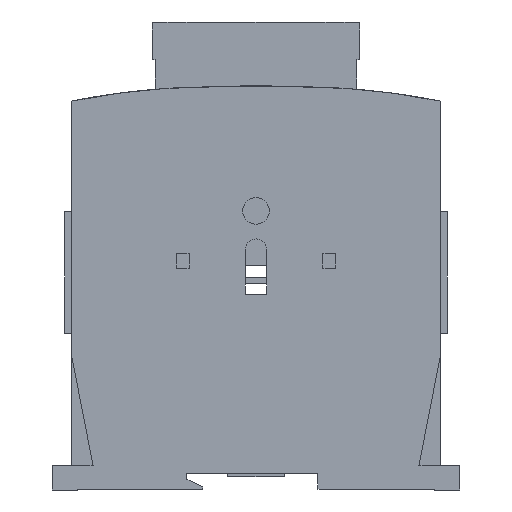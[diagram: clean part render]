
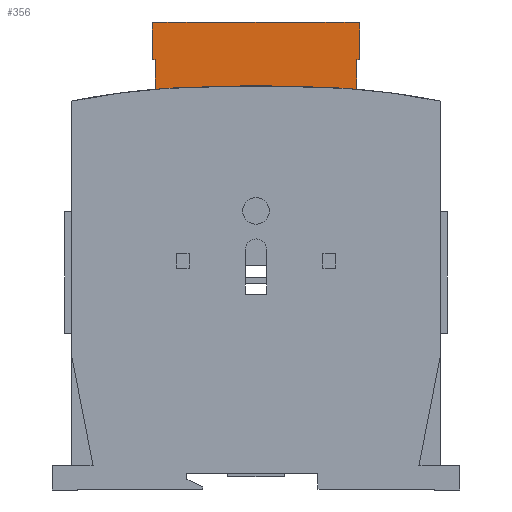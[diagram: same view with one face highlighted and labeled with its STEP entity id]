
A CAD part, left-side view. The second image highlights one B-rep face of the part: STEP entity #356.
In plain terms, the highlighted planar face has unit normal (-1, 0, 0).
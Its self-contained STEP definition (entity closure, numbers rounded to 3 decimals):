
#356 = ADVANCED_FACE( '', ( #1138 ), #1139, .F. );
#1138 = FACE_OUTER_BOUND( '', #2129, .T. );
#1139 = PLANE( '', #2130 );
#2129 = EDGE_LOOP( '', ( #4881, #4882, #4883, #4884, #4885, #4886, #4887, #4888, #4889, #4890, #4891, #4892 ) );
#2130 = AXIS2_PLACEMENT_3D( '', #4893, #4894, #4895 );
#4881 = ORIENTED_EDGE( '', *, *, #7066, .F. );
#4882 = ORIENTED_EDGE( '', *, *, #7064, .F. );
#4883 = ORIENTED_EDGE( '', *, *, #7059, .F. );
#4884 = ORIENTED_EDGE( '', *, *, #6694, .F. );
#4885 = ORIENTED_EDGE( '', *, *, #7249, .F. );
#4886 = ORIENTED_EDGE( '', *, *, #7250, .F. );
#4887 = ORIENTED_EDGE( '', *, *, #7251, .F. );
#4888 = ORIENTED_EDGE( '', *, *, #7252, .F. );
#4889 = ORIENTED_EDGE( '', *, *, #7253, .F. );
#4890 = ORIENTED_EDGE( '', *, *, #7254, .F. );
#4891 = ORIENTED_EDGE( '', *, *, #7255, .F. );
#4892 = ORIENTED_EDGE( '', *, *, #6712, .F. );
#4893 = CARTESIAN_POINT( '', ( 45.6, 0., 0. ) );
#4894 = DIRECTION( '', ( 1., 0., 0. ) );
#4895 = DIRECTION( '', ( 0., 0., -1. ) );
#6694 = EDGE_CURVE( '', #8166, #8168, #8169, .T. );
#6712 = EDGE_CURVE( '', #8198, #8200, #8201, .T. );
#7059 = EDGE_CURVE( '', #8168, #8755, #8756, .T. );
#7064 = EDGE_CURVE( '', #8755, #8762, #8763, .T. );
#7066 = EDGE_CURVE( '', #8762, #8198, #8765, .T. );
#7249 = EDGE_CURVE( '', #9078, #8166, #9079, .T. );
#7250 = EDGE_CURVE( '', #9080, #9078, #9081, .T. );
#7251 = EDGE_CURVE( '', #9082, #9080, #9083, .T. );
#7252 = EDGE_CURVE( '', #9084, #9082, #9085, .T. );
#7253 = EDGE_CURVE( '', #9086, #9084, #9087, .T. );
#7254 = EDGE_CURVE( '', #9088, #9086, #9089, .T. );
#7255 = EDGE_CURVE( '', #8200, #9088, #9090, .T. );
#8166 = VERTEX_POINT( '', #10749 );
#8168 = VERTEX_POINT( '', #10752 );
#8169 = LINE( '', #10753, #10754 );
#8198 = VERTEX_POINT( '', #10799 );
#8200 = VERTEX_POINT( '', #10802 );
#8201 = LINE( '', #10803, #10804 );
#8755 = VERTEX_POINT( '', #11916 );
#8756 = CIRCLE( '', #11917, 200. );
#8762 = VERTEX_POINT( '', #11927 );
#8763 = LINE( '', #11928, #11929 );
#8765 = CIRCLE( '', #11932, 200. );
#9078 = VERTEX_POINT( '', #12425 );
#9079 = LINE( '', #12426, #12427 );
#9080 = VERTEX_POINT( '', #12428 );
#9081 = LINE( '', #12429, #12430 );
#9082 = VERTEX_POINT( '', #12431 );
#9083 = CIRCLE( '', #12432, 410. );
#9084 = VERTEX_POINT( '', #12433 );
#9085 = LINE( '', #12434, #12435 );
#9086 = VERTEX_POINT( '', #12436 );
#9087 = CIRCLE( '', #12437, 410. );
#9088 = VERTEX_POINT( '', #12438 );
#9089 = LINE( '', #12439, #12440 );
#9090 = LINE( '', #12441, #12442 );
#10749 = CARTESIAN_POINT( '', ( 45.6, -28.5, 116.8 ) );
#10752 = CARTESIAN_POINT( '', ( 45.6, -28.5, 108.418 ) );
#10753 = CARTESIAN_POINT( '', ( 45.6, -28.5, 116.8 ) );
#10754 = VECTOR( '', #13978, 1. );
#10799 = CARTESIAN_POINT( '', ( 45.6, 28.5, 108.418 ) );
#10802 = CARTESIAN_POINT( '', ( 45.6, 28.5, 116.8 ) );
#10803 = CARTESIAN_POINT( '', ( 45.6, 28.5, 99.1 ) );
#10804 = VECTOR( '', #13996, 1. );
#11916 = CARTESIAN_POINT( '', ( 45.6, -12., 109.1 ) );
#11917 = AXIS2_PLACEMENT_3D( '', #14424, #14425, #14426 );
#11927 = CARTESIAN_POINT( '', ( 45.6, 12., 109.1 ) );
#11928 = CARTESIAN_POINT( '', ( 45.6, -6., 109.1 ) );
#11929 = VECTOR( '', #14431, 1. );
#11932 = AXIS2_PLACEMENT_3D( '', #14433, #14434, #14435 );
#12425 = CARTESIAN_POINT( '', ( 45.6, -29.3, 116.8 ) );
#12426 = CARTESIAN_POINT( '', ( 45.6, -29.3, 116.8 ) );
#12427 = VECTOR( '', #14622, 1. );
#12428 = CARTESIAN_POINT( '', ( 45.6, -29.3, 127.151 ) );
#12429 = CARTESIAN_POINT( '', ( 45.6, -29.3, 127.151 ) );
#12430 = VECTOR( '', #14623, 1. );
#12431 = CARTESIAN_POINT( '', ( 45.6, -15., 127.4 ) );
#12432 = AXIS2_PLACEMENT_3D( '', #14624, #14625, #14626 );
#12433 = CARTESIAN_POINT( '', ( 45.6, 15., 127.4 ) );
#12434 = CARTESIAN_POINT( '', ( 45.6, 15., 127.4 ) );
#12435 = VECTOR( '', #14627, 1. );
#12436 = CARTESIAN_POINT( '', ( 45.6, 29.3, 127.151 ) );
#12437 = AXIS2_PLACEMENT_3D( '', #14628, #14629, #14630 );
#12438 = CARTESIAN_POINT( '', ( 45.6, 29.3, 116.8 ) );
#12439 = CARTESIAN_POINT( '', ( 45.6, 29.3, 116.8 ) );
#12440 = VECTOR( '', #14631, 1. );
#12441 = CARTESIAN_POINT( '', ( 45.6, 28.5, 116.8 ) );
#12442 = VECTOR( '', #14632, 1. );
#13978 = DIRECTION( '', ( 0., 0., -1. ) );
#13996 = DIRECTION( '', ( 0., 0., 1. ) );
#14424 = CARTESIAN_POINT( '', ( 45.6, -12., -90.9 ) );
#14425 = DIRECTION( '', ( -1., 0., 0. ) );
#14426 = DIRECTION( '', ( 0., 0., 1. ) );
#14431 = DIRECTION( '', ( 0., 1., 0. ) );
#14433 = CARTESIAN_POINT( '', ( 45.6, 12., -90.9 ) );
#14434 = DIRECTION( '', ( -1., 0., 0. ) );
#14435 = DIRECTION( '', ( 0., 0.2, 0.98 ) );
#14622 = DIRECTION( '', ( 0., 1., 0. ) );
#14623 = DIRECTION( '', ( 0., 0., -1. ) );
#14624 = CARTESIAN_POINT( '', ( 45.6, -15., -282.6 ) );
#14625 = DIRECTION( '', ( 1., 0., 0. ) );
#14626 = DIRECTION( '', ( 0., 0., 1. ) );
#14627 = DIRECTION( '', ( 0., -1., 0. ) );
#14628 = CARTESIAN_POINT( '', ( 45.6, 15., -282.6 ) );
#14629 = DIRECTION( '', ( 1., 0., 0. ) );
#14630 = DIRECTION( '', ( 0., 0.035, 0.999 ) );
#14631 = DIRECTION( '', ( 0., 0., 1. ) );
#14632 = DIRECTION( '', ( 0., 1., 0. ) );
